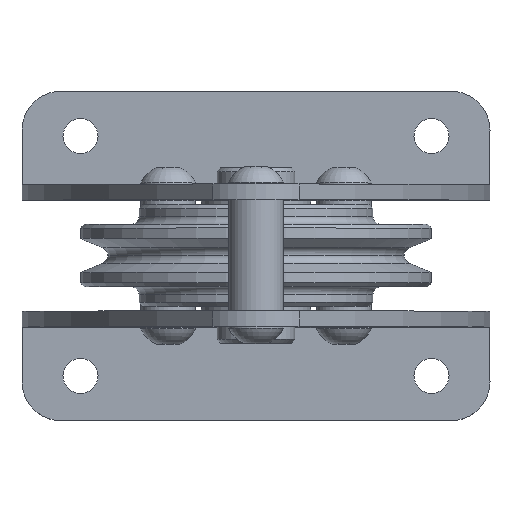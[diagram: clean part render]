
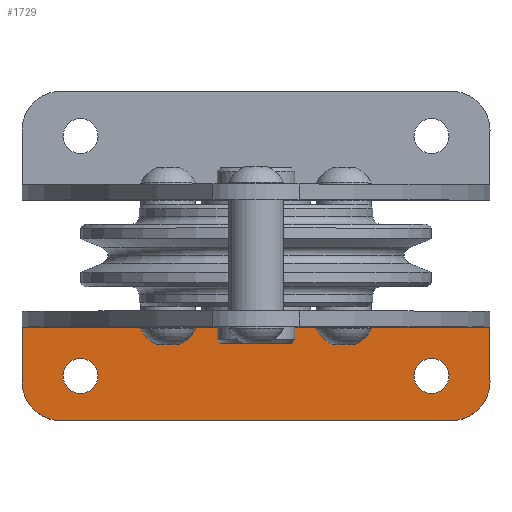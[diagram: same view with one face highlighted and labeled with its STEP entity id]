
A CAD part, top view. The second image highlights one B-rep face of the part: STEP entity #1729.
In plain terms, the highlighted planar face has unit normal (0, 0, 1).
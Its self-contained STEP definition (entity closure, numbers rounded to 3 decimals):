
#1729=ADVANCED_FACE('',(#3639,#3640,#3641),#3642,.T.);
#3639=FACE_BOUND('',#5709,.T.);
#3640=FACE_BOUND('',#5710,.T.);
#3641=FACE_OUTER_BOUND('',#5711,.T.);
#3642=PLANE('',#5712);
#5709=EDGE_LOOP('',(#11201,#11202));
#5710=EDGE_LOOP('',(#11203,#11204));
#5711=EDGE_LOOP('',(#11205,#11206,#11207,#11208,#11209,#11210));
#5712=AXIS2_PLACEMENT_3D('',#11211,#11212,#11213);
#11201=ORIENTED_EDGE('',*,*,#12519,.T.);
#11202=ORIENTED_EDGE('',*,*,#14386,.T.);
#11203=ORIENTED_EDGE('',*,*,#12514,.T.);
#11204=ORIENTED_EDGE('',*,*,#14389,.T.);
#11205=ORIENTED_EDGE('',*,*,#14393,.F.);
#11206=ORIENTED_EDGE('',*,*,#14411,.F.);
#11207=ORIENTED_EDGE('',*,*,#14407,.F.);
#11208=ORIENTED_EDGE('',*,*,#14402,.F.);
#11209=ORIENTED_EDGE('',*,*,#13209,.F.);
#11210=ORIENTED_EDGE('',*,*,#14398,.F.);
#11211=CARTESIAN_POINT('',(0.,-29.815,-61.0));
#11212=DIRECTION('',(0.0,0.0,1.0));
#11213=DIRECTION('',(1.0,0.0,0.0));
#12514=EDGE_CURVE('',#15078,#15082,#15084,.T.);
#12519=EDGE_CURVE('',#15087,#15091,#15093,.T.);
#13209=EDGE_CURVE('',#16288,#16289,#16290,.T.);
#14386=EDGE_CURVE('',#15091,#15087,#17856,.T.);
#14389=EDGE_CURVE('',#15082,#15078,#17859,.T.);
#14393=EDGE_CURVE('',#17863,#17864,#17865,.T.);
#14398=EDGE_CURVE('',#17864,#16288,#17872,.T.);
#14402=EDGE_CURVE('',#16289,#17877,#17878,.T.);
#14407=EDGE_CURVE('',#17877,#17885,#17886,.T.);
#14411=EDGE_CURVE('',#17885,#17863,#17891,.T.);
#15078=VERTEX_POINT('',#19594);
#15082=VERTEX_POINT('',#19599);
#15084=CIRCLE('',#19602,4.5);
#15087=VERTEX_POINT('',#19605);
#15091=VERTEX_POINT('',#19610);
#15093=CIRCLE('',#19613,4.5);
#16288=VERTEX_POINT('',#22763);
#16289=VERTEX_POINT('',#22764);
#16290=LINE('',#22765,#22766);
#17856=CIRCLE('',#25748,4.5);
#17859=CIRCLE('',#25751,4.5);
#17863=VERTEX_POINT('',#25755);
#17864=VERTEX_POINT('',#25756);
#17865=CIRCLE('',#25757,10.);
#17872=LINE('',#25766,#25767);
#17877=VERTEX_POINT('',#25774);
#17878=LINE('',#25775,#25776);
#17885=VERTEX_POINT('',#25786);
#17886=CIRCLE('',#25787,10.);
#17891=LINE('',#25793,#25794);
#19594=CARTESIAN_POINT('',(-45.0,-35.25,-61.0));
#19599=CARTESIAN_POINT('',(-45.0,-26.25,-61.0));
#19602=AXIS2_PLACEMENT_3D('',#26718,#26719,#26720);
#19605=CARTESIAN_POINT('',(45.0,-35.25,-61.0));
#19610=CARTESIAN_POINT('',(45.0,-26.25,-61.0));
#19613=AXIS2_PLACEMENT_3D('',#26726,#26727,#26728);
#22763=CARTESIAN_POINT('',(-60.,-18.25,-61.));
#22764=CARTESIAN_POINT('',(60.,-18.25,-61.0));
#22765=CARTESIAN_POINT('',(0.,-18.25,-61.0));
#22766=VECTOR('',#27720,1.0);
#25748=AXIS2_PLACEMENT_3D('',#28815,#28816,#28817);
#25751=AXIS2_PLACEMENT_3D('',#28821,#28822,#28823);
#25755=CARTESIAN_POINT('',(-50.,-42.25,-61.0));
#25756=CARTESIAN_POINT('',(-60.,-32.25,-61.0));
#25757=AXIS2_PLACEMENT_3D('',#28827,#28828,#28829);
#25766=CARTESIAN_POINT('',(-60.,-32.25,-61.0));
#25767=VECTOR('',#28835,1.0);
#25774=CARTESIAN_POINT('',(60.,-32.25,-61.0));
#25775=CARTESIAN_POINT('',(60.,-18.25,-61.0));
#25776=VECTOR('',#28838,1.0);
#25786=CARTESIAN_POINT('',(50.,-42.25,-61.0));
#25787=AXIS2_PLACEMENT_3D('',#28842,#28843,#28844);
#25793=CARTESIAN_POINT('',(50.,-42.25,-61.0));
#25794=VECTOR('',#28849,1.0);
#26718=CARTESIAN_POINT('',(-45.0,-30.75,-61.0));
#26719=DIRECTION('',(-0.0,-0.0,-1.0));
#26720=DIRECTION('',(0.0,-1.0,0.0));
#26726=CARTESIAN_POINT('',(45.0,-30.75,-61.0));
#26727=DIRECTION('',(-0.0,-0.0,-1.0));
#26728=DIRECTION('',(0.0,-1.0,0.0));
#27720=DIRECTION('',(1.0,0.0,-0.0));
#28815=CARTESIAN_POINT('',(45.0,-30.75,-61.0));
#28816=DIRECTION('',(-0.0,-0.0,-1.0));
#28817=DIRECTION('',(0.0,-1.0,0.0));
#28821=CARTESIAN_POINT('',(-45.0,-30.75,-61.0));
#28822=DIRECTION('',(-0.0,-0.0,-1.0));
#28823=DIRECTION('',(0.0,-1.0,0.0));
#28827=CARTESIAN_POINT('',(-50.,-32.25,-61.0));
#28828=DIRECTION('',(-0.0,0.0,-1.0));
#28829=DIRECTION('',(-1.0,0.,0.0));
#28835=DIRECTION('',(0.0,1.0,0.0));
#28838=DIRECTION('',(0.0,-1.0,0.0));
#28842=CARTESIAN_POINT('',(50.,-32.25,-61.0));
#28843=DIRECTION('',(-0.0,0.0,-1.0));
#28844=DIRECTION('',(0.,-1.0,0.0));
#28849=DIRECTION('',(-1.0,0.0,0.0));
